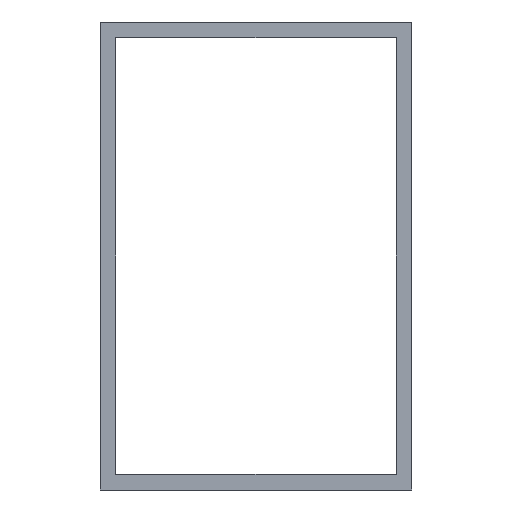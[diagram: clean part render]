
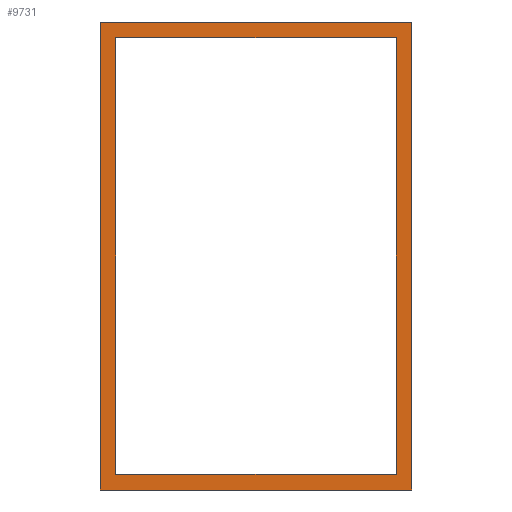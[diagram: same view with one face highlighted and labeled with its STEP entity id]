
A CAD part, front view. The second image highlights one B-rep face of the part: STEP entity #9731.
In plain terms, the highlighted planar face has unit normal (0, -1, 0).
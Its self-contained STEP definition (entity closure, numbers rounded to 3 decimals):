
#15=FACE_BOUND('',#1738,.T.);
#307=PLANE('',#10275);
#1243=FACE_OUTER_BOUND('',#1737,.T.);
#1737=EDGE_LOOP('',(#6805,#6806,#6807,#6808));
#1738=EDGE_LOOP('',(#6809,#6810,#6811,#6812));
#2537=LINE('',#13113,#3283);
#2538=LINE('',#13115,#3284);
#2539=LINE('',#13117,#3285);
#2540=LINE('',#13118,#3286);
#2541=LINE('',#13121,#3287);
#2542=LINE('',#13123,#3288);
#2543=LINE('',#13125,#3289);
#2544=LINE('',#13126,#3290);
#3283=VECTOR('',#10961,10.);
#3284=VECTOR('',#10962,10.);
#3285=VECTOR('',#10963,10.);
#3286=VECTOR('',#10964,10.);
#3287=VECTOR('',#10965,10.);
#3288=VECTOR('',#10966,10.);
#3289=VECTOR('',#10967,10.);
#3290=VECTOR('',#10968,10.);
#4257=VERTEX_POINT('',#13111);
#4258=VERTEX_POINT('',#13112);
#4259=VERTEX_POINT('',#13114);
#4260=VERTEX_POINT('',#13116);
#4261=VERTEX_POINT('',#13119);
#4262=VERTEX_POINT('',#13120);
#4263=VERTEX_POINT('',#13122);
#4264=VERTEX_POINT('',#13124);
#5285=EDGE_CURVE('',#4257,#4258,#2537,.T.);
#5286=EDGE_CURVE('',#4259,#4257,#2538,.T.);
#5287=EDGE_CURVE('',#4260,#4259,#2539,.T.);
#5288=EDGE_CURVE('',#4258,#4260,#2540,.T.);
#5289=EDGE_CURVE('',#4261,#4262,#2541,.T.);
#5290=EDGE_CURVE('',#4263,#4261,#2542,.T.);
#5291=EDGE_CURVE('',#4264,#4263,#2543,.T.);
#5292=EDGE_CURVE('',#4262,#4264,#2544,.T.);
#6805=ORIENTED_EDGE('',*,*,#5285,.F.);
#6806=ORIENTED_EDGE('',*,*,#5286,.F.);
#6807=ORIENTED_EDGE('',*,*,#5287,.F.);
#6808=ORIENTED_EDGE('',*,*,#5288,.F.);
#6809=ORIENTED_EDGE('',*,*,#5289,.F.);
#6810=ORIENTED_EDGE('',*,*,#5290,.F.);
#6811=ORIENTED_EDGE('',*,*,#5291,.F.);
#6812=ORIENTED_EDGE('',*,*,#5292,.F.);
#9731=ADVANCED_FACE('',(#1243,#15),#307,.F.);
#10275=AXIS2_PLACEMENT_3D('',#13110,#10959,#10960);
#10959=DIRECTION('center_axis',(0.,1.,0.));
#10960=DIRECTION('ref_axis',(0.,0.,1.));
#10961=DIRECTION('',(1.,0.,0.));
#10962=DIRECTION('',(0.,0.,1.));
#10963=DIRECTION('',(-1.,0.,0.));
#10964=DIRECTION('',(0.,0.,-1.));
#10965=DIRECTION('',(0.,0.,-1.));
#10966=DIRECTION('',(-1.,0.,0.));
#10967=DIRECTION('',(0.,0.,1.));
#10968=DIRECTION('',(1.,0.,0.));
#13110=CARTESIAN_POINT('Origin',(7.,-185.,-76.75));
#13111=CARTESIAN_POINT('',(7.,-185.,-46.75));
#13112=CARTESIAN_POINT('',(27.,-185.,-46.75));
#13113=CARTESIAN_POINT('',(7.,-185.,-46.75));
#13114=CARTESIAN_POINT('',(7.,-185.,-76.75));
#13115=CARTESIAN_POINT('',(7.,-185.,45.75));
#13116=CARTESIAN_POINT('',(27.,-185.,-76.75));
#13117=CARTESIAN_POINT('',(7.,-185.,-76.75));
#13118=CARTESIAN_POINT('',(27.,-185.,-54.25));
#13119=CARTESIAN_POINT('',(8.,-185.,-47.75));
#13120=CARTESIAN_POINT('',(8.,-185.,-75.75));
#13121=CARTESIAN_POINT('',(8.,-185.,45.75));
#13122=CARTESIAN_POINT('',(26.,-185.,-47.75));
#13123=CARTESIAN_POINT('',(21.75,-185.,-47.75));
#13124=CARTESIAN_POINT('',(26.,-185.,-75.75));
#13125=CARTESIAN_POINT('',(26.,-185.,-68.75));
#13126=CARTESIAN_POINT('',(12.75,-185.,-75.75));
